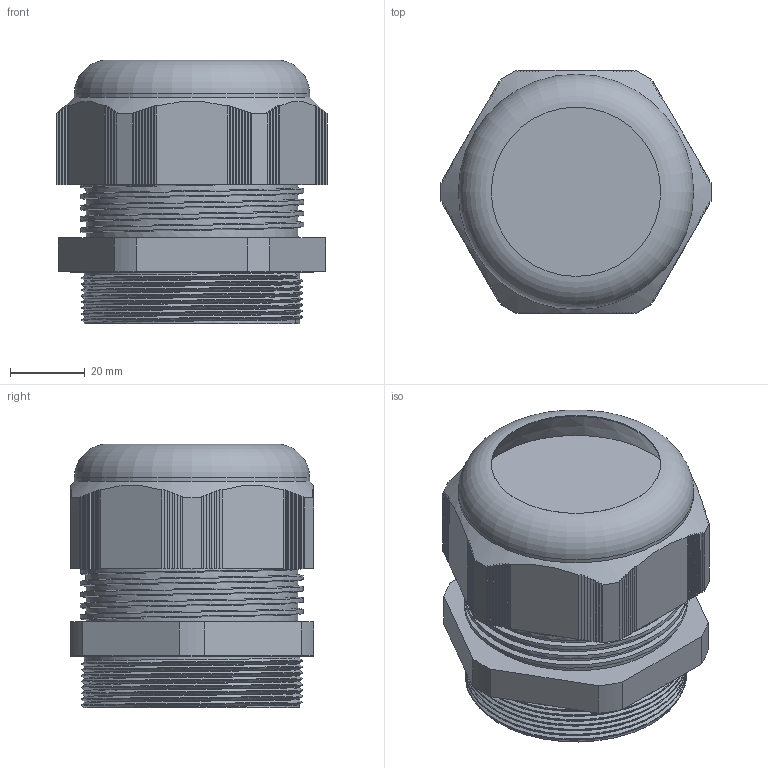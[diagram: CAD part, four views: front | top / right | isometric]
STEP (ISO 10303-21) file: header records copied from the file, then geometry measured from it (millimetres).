
FILE_DESCRIPTION((''),'2;1');
FILE_NAME('BS 10.stp','2012-09-25T16:21:49',('oktay'),(''),'Autodesk Inventor 2013','Autodesk Inventor 2013','');
FILE_SCHEMA(('AUTOMOTIVE_DESIGN { 1 0 10303 214 1 1 1 1 }'));
Length unit declared in the file: millimetre
Products named in the file (1): PG 48 MONTAJ_Shrinkwrap_1
Bounding box: 72.2 x 65 x 70.47 mm (x, y, z)
Volume: 196219.6 mm3; surface area: 29274.9 mm2
Topology: 1 solids, 2 shells, 263 faces, 765 edges, 504 vertices
Faces by surface type: plane 218, cylinder 25, cone 9, torus 6, bspline 5
Full cylindrical faces by diameter (mm): 45.2 x1, 56.6 x5, 57.48 x8, 62.8 x1
Entity records: 10557 total; most frequent: CARTESIAN_POINT 4669, ORIENTED_EDGE 1410, DIRECTION 1007, EDGE_CURVE 705, VERTEX_POINT 473, VECTOR 437, LINE 437, AXIS2_PLACEMENT_3D 285
